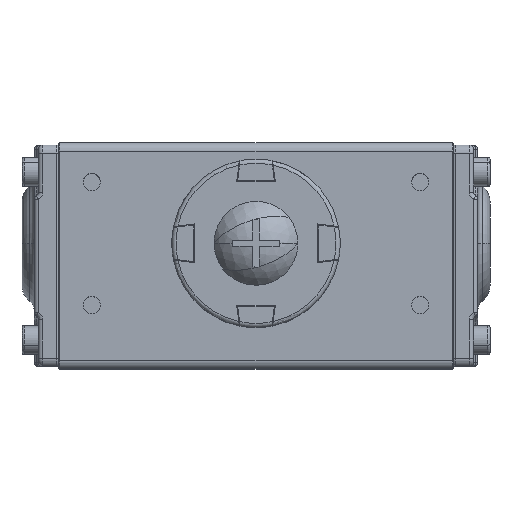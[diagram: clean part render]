
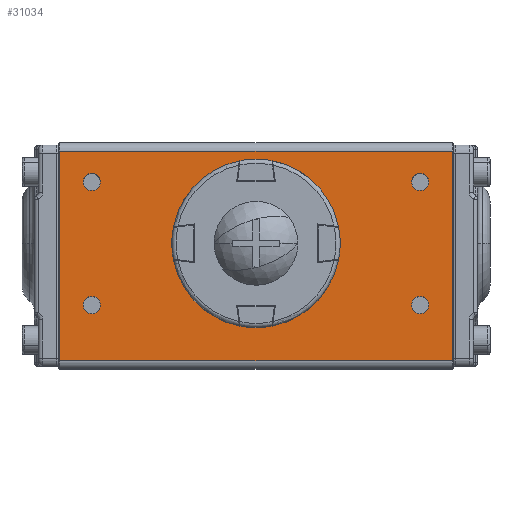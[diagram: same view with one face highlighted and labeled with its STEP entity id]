
A CAD part, top view. The second image highlights one B-rep face of the part: STEP entity #31034.
In plain terms, the highlighted planar face has unit normal (0, 0, 1).
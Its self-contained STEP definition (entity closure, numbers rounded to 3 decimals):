
#30895=CARTESIAN_POINT('',(48.,-30.5,82.5));
#30896=DIRECTION('',(-0.,0.,-1.));
#30897=DIRECTION('',(-1.,0.,0.));
#30898=AXIS2_PLACEMENT_3D('',#30895,#30896,#30897);
#30899=PLANE('',#30898);
#30900=CARTESIAN_POINT('',(42.1,15.,82.5));
#30901=VERTEX_POINT('',#30900);
#30902=CARTESIAN_POINT('',(37.9,15.,82.5));
#30903=VERTEX_POINT('',#30902);
#30904=CARTESIAN_POINT('',(40.,15.,82.5));
#30905=DIRECTION('',(0.,-0.,1.));
#30906=DIRECTION('',(1.,-0.,-0.));
#30907=AXIS2_PLACEMENT_3D('',#30904,#30905,#30906);
#30908=CIRCLE('',#30907,2.1);
#30909=EDGE_CURVE('NONE',#30901,#30903,#30908,.T.);
#30910=ORIENTED_EDGE('',*,*,#30909,.F.);
#30911=CARTESIAN_POINT('',(40.,15.,82.5));
#30912=DIRECTION('',(0.,-0.,1.));
#30913=DIRECTION('',(1.,-0.,-0.));
#30914=AXIS2_PLACEMENT_3D('',#30911,#30912,#30913);
#30915=CIRCLE('',#30914,2.1);
#30916=EDGE_CURVE('NONE',#30903,#30901,#30915,.T.);
#30917=ORIENTED_EDGE('',*,*,#30916,.F.);
#30918=EDGE_LOOP('',(#30910,#30917));
#30919=FACE_BOUND('',#30918,.T.);
#30920=CARTESIAN_POINT('',(42.1,-15.,82.5));
#30921=VERTEX_POINT('',#30920);
#30922=CARTESIAN_POINT('',(37.9,-15.,82.5));
#30923=VERTEX_POINT('',#30922);
#30924=CARTESIAN_POINT('',(40.,-15.,82.5));
#30925=DIRECTION('',(0.,-0.,1.));
#30926=DIRECTION('',(1.,-0.,-0.));
#30927=AXIS2_PLACEMENT_3D('',#30924,#30925,#30926);
#30928=CIRCLE('',#30927,2.1);
#30929=EDGE_CURVE('NONE',#30921,#30923,#30928,.T.);
#30930=ORIENTED_EDGE('',*,*,#30929,.F.);
#30931=CARTESIAN_POINT('',(40.,-15.,82.5));
#30932=DIRECTION('',(0.,-0.,1.));
#30933=DIRECTION('',(1.,-0.,-0.));
#30934=AXIS2_PLACEMENT_3D('',#30931,#30932,#30933);
#30935=CIRCLE('',#30934,2.1);
#30936=EDGE_CURVE('NONE',#30923,#30921,#30935,.T.);
#30937=ORIENTED_EDGE('',*,*,#30936,.F.);
#30938=EDGE_LOOP('',(#30930,#30937));
#30939=FACE_BOUND('',#30938,.T.);
#30940=CARTESIAN_POINT('',(-37.9,-15.,82.5));
#30941=VERTEX_POINT('',#30940);
#30942=CARTESIAN_POINT('',(-42.1,-15.,82.5));
#30943=VERTEX_POINT('',#30942);
#30944=CARTESIAN_POINT('',(-40.,-15.,82.5));
#30945=DIRECTION('',(0.,-0.,1.));
#30946=DIRECTION('',(1.,-0.,-0.));
#30947=AXIS2_PLACEMENT_3D('',#30944,#30945,#30946);
#30948=CIRCLE('',#30947,2.1);
#30949=EDGE_CURVE('NONE',#30941,#30943,#30948,.T.);
#30950=ORIENTED_EDGE('',*,*,#30949,.F.);
#30951=CARTESIAN_POINT('',(-40.,-15.,82.5));
#30952=DIRECTION('',(0.,-0.,1.));
#30953=DIRECTION('',(1.,-0.,-0.));
#30954=AXIS2_PLACEMENT_3D('',#30951,#30952,#30953);
#30955=CIRCLE('',#30954,2.1);
#30956=EDGE_CURVE('NONE',#30943,#30941,#30955,.T.);
#30957=ORIENTED_EDGE('',*,*,#30956,.F.);
#30958=EDGE_LOOP('',(#30950,#30957));
#30959=FACE_BOUND('',#30958,.T.);
#30960=CARTESIAN_POINT('',(-37.9,15.,82.5));
#30961=VERTEX_POINT('',#30960);
#30962=CARTESIAN_POINT('',(-42.1,15.,82.5));
#30963=VERTEX_POINT('',#30962);
#30964=CARTESIAN_POINT('',(-40.,15.,82.5));
#30965=DIRECTION('',(0.,-0.,1.));
#30966=DIRECTION('',(1.,-0.,-0.));
#30967=AXIS2_PLACEMENT_3D('',#30964,#30965,#30966);
#30968=CIRCLE('',#30967,2.1);
#30969=EDGE_CURVE('NONE',#30961,#30963,#30968,.T.);
#30970=ORIENTED_EDGE('',*,*,#30969,.F.);
#30971=CARTESIAN_POINT('',(-40.,15.,82.5));
#30972=DIRECTION('',(0.,-0.,1.));
#30973=DIRECTION('',(1.,-0.,-0.));
#30974=AXIS2_PLACEMENT_3D('',#30971,#30972,#30973);
#30975=CIRCLE('',#30974,2.1);
#30976=EDGE_CURVE('NONE',#30963,#30961,#30975,.T.);
#30977=ORIENTED_EDGE('',*,*,#30976,.F.);
#30978=EDGE_LOOP('',(#30970,#30977));
#30979=FACE_BOUND('',#30978,.T.);
#30980=CARTESIAN_POINT('',(47.8,22.5,82.5));
#30981=VERTEX_POINT('',#30980);
#30982=CARTESIAN_POINT('',(-47.8,22.5,82.5));
#30983=VERTEX_POINT('',#30982);
#30984=CARTESIAN_POINT('',(47.8,22.5,82.5));
#30985=DIRECTION('',(-1.,0.,0.));
#30986=VECTOR('',#30985,95.6);
#30987=LINE('',#30984,#30986);
#30988=EDGE_CURVE('',#30981,#30983,#30987,.T.);
#30989=ORIENTED_EDGE('',*,*,#30988,.T.);
#30990=CARTESIAN_POINT('',(-47.8,-28.5,82.5));
#30991=VERTEX_POINT('',#30990);
#30992=CARTESIAN_POINT('',(-47.8,22.5,82.5));
#30993=DIRECTION('',(-0.,-1.,0.));
#30994=VECTOR('',#30993,51.);
#30995=LINE('',#30992,#30994);
#30996=EDGE_CURVE('',#30983,#30991,#30995,.T.);
#30997=ORIENTED_EDGE('',*,*,#30996,.T.);
#30998=CARTESIAN_POINT('',(47.8,-28.5,82.5));
#30999=VERTEX_POINT('',#30998);
#31000=CARTESIAN_POINT('',(-47.8,-28.5,82.5));
#31001=DIRECTION('',(1.,-0.,-0.));
#31002=VECTOR('',#31001,95.6);
#31003=LINE('',#31000,#31002);
#31004=EDGE_CURVE('',#30991,#30999,#31003,.T.);
#31005=ORIENTED_EDGE('',*,*,#31004,.T.);
#31006=CARTESIAN_POINT('',(47.8,-28.5,82.5));
#31007=DIRECTION('',(0.,1.,-0.));
#31008=VECTOR('',#31007,51.);
#31009=LINE('',#31006,#31008);
#31010=EDGE_CURVE('',#30999,#30981,#31009,.T.);
#31011=ORIENTED_EDGE('',*,*,#31010,.T.);
#31012=EDGE_LOOP('',(#30989,#30997,#31005,#31011));
#31013=FACE_BOUND('',#31012,.T.);
#31014=CARTESIAN_POINT('',(-0.,7.,82.5));
#31015=VERTEX_POINT('',#31014);
#31016=CARTESIAN_POINT('',(-0.,-7.,82.5));
#31017=VERTEX_POINT('',#31016);
#31018=CARTESIAN_POINT('',(-0.,0.,82.5));
#31019=DIRECTION('',(-0.,0.,-1.));
#31020=DIRECTION('',(-1.,0.,0.));
#31021=AXIS2_PLACEMENT_3D('',#31018,#31019,#31020);
#31022=CIRCLE('',#31021,7.);
#31023=EDGE_CURVE('',#31015,#31017,#31022,.T.);
#31024=ORIENTED_EDGE('',*,*,#31023,.T.);
#31025=CARTESIAN_POINT('',(-0.,0.,82.5));
#31026=DIRECTION('',(-0.,0.,-1.));
#31027=DIRECTION('',(-1.,0.,0.));
#31028=AXIS2_PLACEMENT_3D('',#31025,#31026,#31027);
#31029=CIRCLE('',#31028,7.);
#31030=EDGE_CURVE('',#31017,#31015,#31029,.T.);
#31031=ORIENTED_EDGE('',*,*,#31030,.T.);
#31032=EDGE_LOOP('',(#31024,#31031));
#31033=FACE_BOUND('',#31032,.T.);
#31034=ADVANCED_FACE('',(#30919,#30939,#30959,#30979,#31013,#31033),#30899,.F.);
